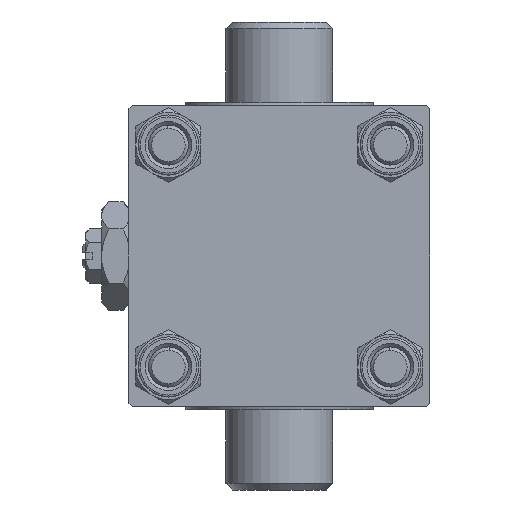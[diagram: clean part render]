
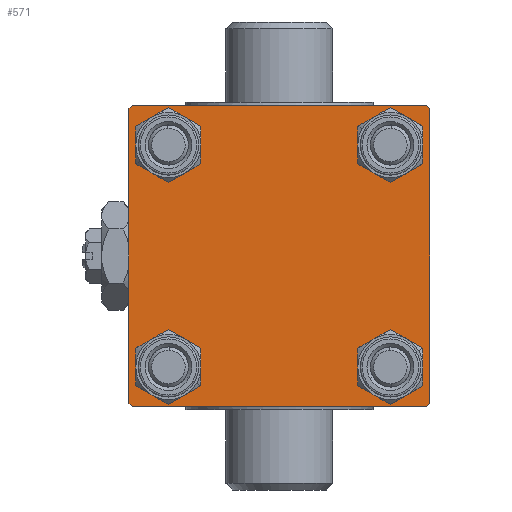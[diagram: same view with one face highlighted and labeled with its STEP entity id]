
A CAD part, left-side view. The second image highlights one B-rep face of the part: STEP entity #571.
In plain terms, the highlighted planar face has unit normal (-1, 0, 0).
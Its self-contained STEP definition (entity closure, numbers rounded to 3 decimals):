
#234 = EDGE_CURVE ( 'NONE', #1623, #34008, #1213, .T. ) ;
#238 = DIRECTION ( 'NONE',  ( 0., 0., 1. ) ) ;
#571 = ADVANCED_FACE ( 'NONE', ( #7132, #22762, #14596, #29951, #18564 ), #41367, .T. ) ;
#647 = ORIENTED_EDGE ( 'NONE', *, *, #38845, .T. ) ;
#827 = ORIENTED_EDGE ( 'NONE', *, *, #44185, .T. ) ;
#1213 = LINE ( 'NONE', #20309, #43591 ) ;
#1509 = VERTEX_POINT ( 'NONE', #43085 ) ;
#1623 = VERTEX_POINT ( 'NONE', #31930 ) ;
#2178 = CARTESIAN_POINT ( 'NONE',  ( 0., 16.6, 20.1 ) ) ;
#2318 = ORIENTED_EDGE ( 'NONE', *, *, #41275, .T. ) ;
#2502 = LINE ( 'NONE', #17662, #7154 ) ;
#2970 = EDGE_CURVE ( 'NONE', #49058, #8459, #12898, .T. ) ;
#3162 = CARTESIAN_POINT ( 'NONE',  ( 0., 0., 0. ) ) ;
#3265 = AXIS2_PLACEMENT_3D ( 'NONE', #34230, #8427, #238 ) ;
#3363 = ORIENTED_EDGE ( 'NONE', *, *, #47601, .F. ) ;
#3596 = VERTEX_POINT ( 'NONE', #31386 ) ;
#3787 = CIRCLE ( 'NONE', #22820, 3.5 ) ;
#5225 = DIRECTION ( 'NONE',  ( 0., 0., -1. ) ) ;
#6008 = ORIENTED_EDGE ( 'NONE', *, *, #37311, .T. ) ;
#6137 = DIRECTION ( 'NONE',  ( 1., 0., 0. ) ) ;
#6149 = CARTESIAN_POINT ( 'NONE',  ( 0., 22.5, 22. ) ) ;
#6555 = CIRCLE ( 'NONE', #12880, 3.5 ) ;
#6566 = DIRECTION ( 'NONE',  ( 1., 0., 0. ) ) ;
#6680 = CARTESIAN_POINT ( 'NONE',  ( 0., -16.6, 20.1 ) ) ;
#7055 = CARTESIAN_POINT ( 'NONE',  ( 0., 16.6, 16.6 ) ) ;
#7132 = FACE_BOUND ( 'NONE', #12714, .T. ) ;
#7154 = VECTOR ( 'NONE', #17172, 1000. ) ;
#7467 = CARTESIAN_POINT ( 'NONE',  ( 0., 16.6, -16.6 ) ) ;
#7980 = DIRECTION ( 'NONE',  ( 1., 0., 0. ) ) ;
#8299 = EDGE_CURVE ( 'NONE', #1509, #10578, #22908, .T. ) ;
#8427 = DIRECTION ( 'NONE',  ( 1., 0., 0. ) ) ;
#8459 = VERTEX_POINT ( 'NONE', #45166 ) ;
#8516 = CARTESIAN_POINT ( 'NONE',  ( 0., 16.6, 16.6 ) ) ;
#9155 = DIRECTION ( 'NONE',  ( 0., -0.707, 0.707 ) ) ;
#9620 = DIRECTION ( 'NONE',  ( 1., 0., 0. ) ) ;
#9708 = VERTEX_POINT ( 'NONE', #47986 ) ;
#9892 = EDGE_LOOP ( 'NONE', ( #647, #38514, #48347, #48385, #33143, #26497, #3363, #47831 ) ) ;
#10462 = DIRECTION ( 'NONE',  ( 1., 0., 0. ) ) ;
#10578 = VERTEX_POINT ( 'NONE', #2178 ) ;
#11762 = CARTESIAN_POINT ( 'NONE',  ( 0., -22.5, 22.5 ) ) ;
#12714 = EDGE_LOOP ( 'NONE', ( #47834, #48249 ) ) ;
#12880 = AXIS2_PLACEMENT_3D ( 'NONE', #25005, #6137, #18317 ) ;
#12898 = CIRCLE ( 'NONE', #35850, 3.5 ) ;
#13559 = EDGE_CURVE ( 'NONE', #34811, #9708, #15988, .T. ) ;
#13854 = LINE ( 'NONE', #29459, #16328 ) ;
#14596 = FACE_BOUND ( 'NONE', #39710, .T. ) ;
#14957 = CARTESIAN_POINT ( 'NONE',  ( 0., 22.5, -22. ) ) ;
#14997 = CARTESIAN_POINT ( 'NONE',  ( 0., -16.6, -16.6 ) ) ;
#15260 = LINE ( 'NONE', #11762, #30500 ) ;
#15723 = DIRECTION ( 'NONE',  ( 1., 0., 0. ) ) ;
#15988 = CIRCLE ( 'NONE', #3265, 3.5 ) ;
#16095 = ORIENTED_EDGE ( 'NONE', *, *, #2970, .T. ) ;
#16328 = VECTOR ( 'NONE', #18066, 1000. ) ;
#16362 = VECTOR ( 'NONE', #19830, 1000. ) ;
#17080 = CARTESIAN_POINT ( 'NONE',  ( 0., 16.6, -16.6 ) ) ;
#17172 = DIRECTION ( 'NONE',  ( 0., -1., 0. ) ) ;
#17238 = AXIS2_PLACEMENT_3D ( 'NONE', #14997, #30115, #25897 ) ;
#17662 = CARTESIAN_POINT ( 'NONE',  ( 0., 22.5, 22.5 ) ) ;
#18066 = DIRECTION ( 'NONE',  ( 0., -0.707, -0.707 ) ) ;
#18300 = CARTESIAN_POINT ( 'NONE',  ( 0., 22., -22.5 ) ) ;
#18317 = DIRECTION ( 'NONE',  ( 0., 0., 1. ) ) ;
#18564 = FACE_OUTER_BOUND ( 'NONE', #9892, .T. ) ;
#19630 = VECTOR ( 'NONE', #48945, 1000. ) ;
#19702 = CIRCLE ( 'NONE', #47415, 3.5 ) ;
#19830 = DIRECTION ( 'NONE',  ( 0., 0.707, 0.707 ) ) ;
#19858 = VERTEX_POINT ( 'NONE', #41469 ) ;
#20077 = VERTEX_POINT ( 'NONE', #6680 ) ;
#20309 = CARTESIAN_POINT ( 'NONE',  ( 0., -22.25, -22.25 ) ) ;
#21154 = EDGE_CURVE ( 'NONE', #19858, #20077, #6555, .T. ) ;
#21424 = AXIS2_PLACEMENT_3D ( 'NONE', #3162, #33446, #22271 ) ;
#21853 = VERTEX_POINT ( 'NONE', #14957 ) ;
#22271 = DIRECTION ( 'NONE',  ( 0., 0., 1. ) ) ;
#22762 = FACE_BOUND ( 'NONE', #25075, .T. ) ;
#22820 = AXIS2_PLACEMENT_3D ( 'NONE', #41891, #9620, #35684 ) ;
#22836 = EDGE_LOOP ( 'NONE', ( #2318, #44267 ) ) ;
#22908 = CIRCLE ( 'NONE', #37183, 3.5 ) ;
#23642 = CARTESIAN_POINT ( 'NONE',  ( 0., 16.6, -13.1 ) ) ;
#24768 = EDGE_CURVE ( 'NONE', #45672, #33641, #48215, .T. ) ;
#25005 = CARTESIAN_POINT ( 'NONE',  ( 0., -16.6, 16.6 ) ) ;
#25075 = EDGE_LOOP ( 'NONE', ( #30073, #6008 ) ) ;
#25684 = CARTESIAN_POINT ( 'NONE',  ( 0., -16.6, -13.1 ) ) ;
#25897 = DIRECTION ( 'NONE',  ( 0., 0., 1. ) ) ;
#26114 = EDGE_CURVE ( 'NONE', #3596, #34008, #15260, .T. ) ;
#26497 = ORIENTED_EDGE ( 'NONE', *, *, #35694, .T. ) ;
#26899 = DIRECTION ( 'NONE',  ( 0., 0., -1. ) ) ;
#29378 = CARTESIAN_POINT ( 'NONE',  ( 0., 22.25, 22.25 ) ) ;
#29459 = CARTESIAN_POINT ( 'NONE',  ( 0., 22.25, -22.25 ) ) ;
#29894 = CIRCLE ( 'NONE', #17238, 3.5 ) ;
#29951 = FACE_BOUND ( 'NONE', #22836, .T. ) ;
#30073 = ORIENTED_EDGE ( 'NONE', *, *, #13559, .T. ) ;
#30115 = DIRECTION ( 'NONE',  ( 1., 0., 0. ) ) ;
#30500 = VECTOR ( 'NONE', #26899, 1000. ) ;
#30848 = DIRECTION ( 'NONE',  ( 0., 0., 1. ) ) ;
#31386 = CARTESIAN_POINT ( 'NONE',  ( 0., -22.5, 22. ) ) ;
#31930 = CARTESIAN_POINT ( 'NONE',  ( 0., -22., -22.5 ) ) ;
#32273 = LINE ( 'NONE', #35502, #35464 ) ;
#32638 = CARTESIAN_POINT ( 'NONE',  ( 0., -22.5, -22. ) ) ;
#33035 = DIRECTION ( 'NONE',  ( 0., 0., 1. ) ) ;
#33143 = ORIENTED_EDGE ( 'NONE', *, *, #26114, .F. ) ;
#33446 = DIRECTION ( 'NONE',  ( -1., 0., 0. ) ) ;
#33605 = CARTESIAN_POINT ( 'NONE',  ( 0., 22.5, -22.5 ) ) ;
#33641 = VERTEX_POINT ( 'NONE', #6149 ) ;
#34008 = VERTEX_POINT ( 'NONE', #32638 ) ;
#34230 = CARTESIAN_POINT ( 'NONE',  ( 0., -16.6, -16.6 ) ) ;
#34397 = CARTESIAN_POINT ( 'NONE',  ( 0., -22., 22.5 ) ) ;
#34516 = EDGE_CURVE ( 'NONE', #21853, #43510, #13854, .T. ) ;
#34811 = VERTEX_POINT ( 'NONE', #25684 ) ;
#35464 = VECTOR ( 'NONE', #5225, 1000. ) ;
#35502 = CARTESIAN_POINT ( 'NONE',  ( 0., 22.5, 22.5 ) ) ;
#35684 = DIRECTION ( 'NONE',  ( 0., 0., 1. ) ) ;
#35694 = EDGE_CURVE ( 'NONE', #3596, #43679, #46371, .T. ) ;
#35850 = AXIS2_PLACEMENT_3D ( 'NONE', #7467, #10462, #33035 ) ;
#36002 = VECTOR ( 'NONE', #44505, 1000. ) ;
#36849 = DIRECTION ( 'NONE',  ( 0., 0., 1. ) ) ;
#37136 = CIRCLE ( 'NONE', #43453, 3.5 ) ;
#37183 = AXIS2_PLACEMENT_3D ( 'NONE', #8516, #15723, #30848 ) ;
#37311 = EDGE_CURVE ( 'NONE', #9708, #34811, #29894, .T. ) ;
#38293 = EDGE_CURVE ( 'NONE', #43510, #1623, #48225, .T. ) ;
#38514 = ORIENTED_EDGE ( 'NONE', *, *, #34516, .T. ) ;
#38845 = EDGE_CURVE ( 'NONE', #33641, #21853, #32273, .T. ) ;
#39710 = EDGE_LOOP ( 'NONE', ( #16095, #827 ) ) ;
#39862 = EDGE_CURVE ( 'NONE', #20077, #19858, #3787, .T. ) ;
#41275 = EDGE_CURVE ( 'NONE', #10578, #1509, #19702, .T. ) ;
#41367 = PLANE ( 'NONE',  #21424 ) ;
#41469 = CARTESIAN_POINT ( 'NONE',  ( 0., -16.6, 13.1 ) ) ;
#41891 = CARTESIAN_POINT ( 'NONE',  ( 0., -16.6, 16.6 ) ) ;
#41917 = CARTESIAN_POINT ( 'NONE',  ( 0., -22.25, 22.25 ) ) ;
#43085 = CARTESIAN_POINT ( 'NONE',  ( 0., 16.6, 13.1 ) ) ;
#43453 = AXIS2_PLACEMENT_3D ( 'NONE', #17080, #7980, #46182 ) ;
#43510 = VERTEX_POINT ( 'NONE', #18300 ) ;
#43591 = VECTOR ( 'NONE', #9155, 1000. ) ;
#43679 = VERTEX_POINT ( 'NONE', #34397 ) ;
#44185 = EDGE_CURVE ( 'NONE', #8459, #49058, #37136, .T. ) ;
#44267 = ORIENTED_EDGE ( 'NONE', *, *, #8299, .T. ) ;
#44505 = DIRECTION ( 'NONE',  ( 0., 0.707, -0.707 ) ) ;
#45166 = CARTESIAN_POINT ( 'NONE',  ( 0., 16.6, -20.1 ) ) ;
#45672 = VERTEX_POINT ( 'NONE', #47090 ) ;
#46182 = DIRECTION ( 'NONE',  ( 0., 0., 1. ) ) ;
#46371 = LINE ( 'NONE', #41917, #16362 ) ;
#47090 = CARTESIAN_POINT ( 'NONE',  ( 0., 22., 22.5 ) ) ;
#47415 = AXIS2_PLACEMENT_3D ( 'NONE', #7055, #6566, #36849 ) ;
#47601 = EDGE_CURVE ( 'NONE', #45672, #43679, #2502, .T. ) ;
#47831 = ORIENTED_EDGE ( 'NONE', *, *, #24768, .T. ) ;
#47834 = ORIENTED_EDGE ( 'NONE', *, *, #39862, .T. ) ;
#47986 = CARTESIAN_POINT ( 'NONE',  ( 0., -16.6, -20.1 ) ) ;
#48215 = LINE ( 'NONE', #29378, #36002 ) ;
#48225 = LINE ( 'NONE', #33605, #19630 ) ;
#48249 = ORIENTED_EDGE ( 'NONE', *, *, #21154, .T. ) ;
#48347 = ORIENTED_EDGE ( 'NONE', *, *, #38293, .T. ) ;
#48385 = ORIENTED_EDGE ( 'NONE', *, *, #234, .T. ) ;
#48945 = DIRECTION ( 'NONE',  ( 0., -1., 0. ) ) ;
#49058 = VERTEX_POINT ( 'NONE', #23642 ) ;
